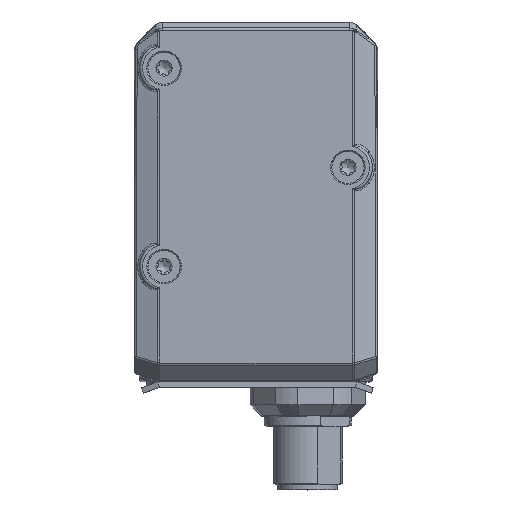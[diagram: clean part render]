
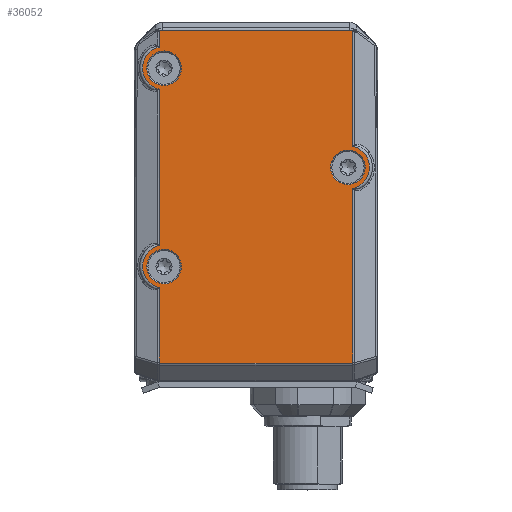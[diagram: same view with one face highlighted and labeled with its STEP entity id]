
A CAD part, top view. The second image highlights one B-rep face of the part: STEP entity #36052.
In plain terms, the highlighted planar face has unit normal (0, 0, 1).
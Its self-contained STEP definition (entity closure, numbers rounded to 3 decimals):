
#712=ELLIPSE('',#38456,1.732,1.5);
#713=ELLIPSE('',#38460,1.732,1.5);
#723=ELLIPSE('',#38496,0.707,0.5);
#724=ELLIPSE('',#38500,0.707,0.5);
#2406=FACE_BOUND('',#6513,.T.);
#2407=FACE_BOUND('',#6514,.T.);
#2408=FACE_BOUND('',#6515,.T.);
#4485=FACE_OUTER_BOUND('',#6512,.T.);
#6512=EDGE_LOOP('',(#30412,#30413,#30414,#30415,#30416,#30417,#30418,#30419,
#30420,#30421,#30422,#30423,#30424,#30425));
#6513=EDGE_LOOP('',(#30426));
#6514=EDGE_LOOP('',(#30427));
#6515=EDGE_LOOP('',(#30428));
#9149=LINE('',#64635,#11695);
#9152=LINE('',#64660,#11698);
#9154=LINE('',#64677,#11700);
#9184=LINE('',#65239,#11730);
#9193=LINE('',#65378,#11739);
#9195=LINE('',#65403,#11741);
#9198=LINE('',#65522,#11744);
#11695=VECTOR('',#45275,10.);
#11698=VECTOR('',#45280,10.);
#11700=VECTOR('',#45284,10.);
#11730=VECTOR('',#45534,10.);
#11739=VECTOR('',#45577,10.);
#11741=VECTOR('',#45585,10.);
#11744=VECTOR('',#45628,10.);
#12686=CIRCLE('',#38283,3.);
#12687=CIRCLE('',#38285,3.);
#12688=CIRCLE('',#38287,3.);
#12792=CIRCLE('',#38530,3.75);
#12793=CIRCLE('',#38531,3.75);
#12794=CIRCLE('',#38532,3.75);
#15746=VERTEX_POINT('',#64399);
#15747=VERTEX_POINT('',#64403);
#15748=VERTEX_POINT('',#64407);
#15824=VERTEX_POINT('',#64626);
#15826=VERTEX_POINT('',#64634);
#15829=VERTEX_POINT('',#64644);
#15831=VERTEX_POINT('',#64653);
#15833=VERTEX_POINT('',#64663);
#15835=VERTEX_POINT('',#64672);
#15915=VERTEX_POINT('',#65234);
#15916=VERTEX_POINT('',#65238);
#15929=VERTEX_POINT('',#65370);
#15930=VERTEX_POINT('',#65377);
#15933=VERTEX_POINT('',#65387);
#15936=VERTEX_POINT('',#65398);
#15942=VERTEX_POINT('',#65517);
#15943=VERTEX_POINT('',#65521);
#20551=EDGE_CURVE('',#15746,#15746,#12686,.T.);
#20553=EDGE_CURVE('',#15747,#15747,#12687,.T.);
#20555=EDGE_CURVE('',#15748,#15748,#12688,.T.);
#20663=EDGE_CURVE('',#15824,#15826,#9149,.T.);
#20669=EDGE_CURVE('',#15831,#15829,#9152,.T.);
#20673=EDGE_CURVE('',#15835,#15833,#9154,.T.);
#20806=EDGE_CURVE('',#15826,#15915,#712,.T.);
#20808=EDGE_CURVE('',#15915,#15916,#9184,.T.);
#20810=EDGE_CURVE('',#15916,#15835,#713,.T.);
#20832=EDGE_CURVE('',#15929,#15930,#9193,.T.);
#20839=EDGE_CURVE('',#15936,#15933,#9195,.T.);
#20858=EDGE_CURVE('',#15930,#15942,#723,.T.);
#20860=EDGE_CURVE('',#15942,#15943,#9198,.T.);
#20862=EDGE_CURVE('',#15943,#15936,#724,.T.);
#20892=EDGE_CURVE('',#15829,#15824,#12792,.T.);
#20893=EDGE_CURVE('',#15933,#15831,#12793,.T.);
#20894=EDGE_CURVE('',#15833,#15929,#12794,.T.);
#30412=ORIENTED_EDGE('',*,*,#20663,.F.);
#30413=ORIENTED_EDGE('',*,*,#20892,.F.);
#30414=ORIENTED_EDGE('',*,*,#20669,.F.);
#30415=ORIENTED_EDGE('',*,*,#20893,.F.);
#30416=ORIENTED_EDGE('',*,*,#20839,.F.);
#30417=ORIENTED_EDGE('',*,*,#20862,.F.);
#30418=ORIENTED_EDGE('',*,*,#20860,.F.);
#30419=ORIENTED_EDGE('',*,*,#20858,.F.);
#30420=ORIENTED_EDGE('',*,*,#20832,.F.);
#30421=ORIENTED_EDGE('',*,*,#20894,.F.);
#30422=ORIENTED_EDGE('',*,*,#20673,.F.);
#30423=ORIENTED_EDGE('',*,*,#20810,.F.);
#30424=ORIENTED_EDGE('',*,*,#20808,.F.);
#30425=ORIENTED_EDGE('',*,*,#20806,.F.);
#30426=ORIENTED_EDGE('',*,*,#20551,.T.);
#30427=ORIENTED_EDGE('',*,*,#20555,.T.);
#30428=ORIENTED_EDGE('',*,*,#20553,.T.);
#32606=PLANE('',#38529);
#36052=ADVANCED_FACE('',(#4485,#2406,#2407,#2408),#32606,.T.);
#38283=AXIS2_PLACEMENT_3D('',#64400,#45068,#45069);
#38285=AXIS2_PLACEMENT_3D('',#64404,#45073,#45074);
#38287=AXIS2_PLACEMENT_3D('',#64408,#45078,#45079);
#38456=AXIS2_PLACEMENT_3D('',#65235,#45528,#45529);
#38460=AXIS2_PLACEMENT_3D('',#65261,#45537,#45538);
#38496=AXIS2_PLACEMENT_3D('',#65518,#45622,#45623);
#38500=AXIS2_PLACEMENT_3D('',#65540,#45631,#45632);
#38529=AXIS2_PLACEMENT_3D('',#65716,#45697,#45698);
#38530=AXIS2_PLACEMENT_3D('',#65717,#45699,#45700);
#38531=AXIS2_PLACEMENT_3D('',#65718,#45701,#45702);
#38532=AXIS2_PLACEMENT_3D('',#65719,#45703,#45704);
#45068=DIRECTION('center_axis',(0.,0.,
-1.));
#45069=DIRECTION('ref_axis',(0.,1.,0.));
#45073=DIRECTION('center_axis',(0.,0.,
-1.));
#45074=DIRECTION('ref_axis',(0.,1.,0.));
#45078=DIRECTION('center_axis',(0.,0.,
-1.));
#45079=DIRECTION('ref_axis',(0.,1.,0.));
#45275=DIRECTION('',(0.,1.,0.));
#45280=DIRECTION('',(0.,1.,0.));
#45284=DIRECTION('',(0.,-1.,0.));
#45528=DIRECTION('center_axis',(0.,0.,
-1.));
#45529=DIRECTION('ref_axis',(0.,1.,0.));
#45534=DIRECTION('',(1.,0.,0.));
#45537=DIRECTION('center_axis',(0.,0.,
-1.));
#45538=DIRECTION('ref_axis',(0.,1.,0.));
#45577=DIRECTION('',(0.,-1.,0.));
#45585=DIRECTION('',(0.,1.,0.));
#45622=DIRECTION('center_axis',(0.,0.,
-1.));
#45623=DIRECTION('ref_axis',(0.,-1.,0.));
#45628=DIRECTION('',(-1.,0.,0.));
#45631=DIRECTION('center_axis',(0.,0.,
-1.));
#45632=DIRECTION('ref_axis',(0.,-1.,0.));
#45697=DIRECTION('center_axis',(0.,0.,
1.));
#45698=DIRECTION('ref_axis',(-1.,0.,0.));
#45699=DIRECTION('center_axis',(0.,0.,
-1.));
#45700=DIRECTION('ref_axis',(-1.,0.,0.));
#45701=DIRECTION('center_axis',(0.,0.,
-1.));
#45702=DIRECTION('ref_axis',(-1.,0.,0.));
#45703=DIRECTION('center_axis',(0.,0.,
-1.));
#45704=DIRECTION('ref_axis',(1.,0.,0.));
#64399=CARTESIAN_POINT('',(-16.,10.,89.));
#64400=CARTESIAN_POINT('Origin',(-16.,13.,89.));
#64403=CARTESIAN_POINT('',(16.,-7.25,89.));
#64404=CARTESIAN_POINT('Origin',(16.,-4.25,89.));
#64407=CARTESIAN_POINT('',(-16.,-24.5,89.));
#64408=CARTESIAN_POINT('Origin',(-16.,-21.5,89.));
#64626=CARTESIAN_POINT('',(-16.824,16.658,89.));
#64634=CARTESIAN_POINT('',(-16.824,19.448,89.));
#64635=CARTESIAN_POINT('',(-16.824,-8.958,89.));
#64644=CARTESIAN_POINT('',(-16.824,9.342,89.));
#64653=CARTESIAN_POINT('',(-16.824,-17.842,89.));
#64660=CARTESIAN_POINT('',(-16.824,-8.958,89.));
#64663=CARTESIAN_POINT('',(16.824,-0.592,89.));
#64672=CARTESIAN_POINT('',(16.824,19.448,89.));
#64677=CARTESIAN_POINT('',(16.824,-8.958,89.));
#65234=CARTESIAN_POINT('',(-16.3,19.557,89.));
#65235=CARTESIAN_POINT('Origin',(-16.3,17.825,89.));
#65238=CARTESIAN_POINT('',(16.3,19.557,89.));
#65239=CARTESIAN_POINT('',(2.5,19.557,89.));
#65261=CARTESIAN_POINT('Origin',(16.3,17.825,89.));
#65370=CARTESIAN_POINT('',(16.824,-7.908,89.));
#65377=CARTESIAN_POINT('',(16.824,-38.29,89.));
#65378=CARTESIAN_POINT('',(16.824,-8.958,89.));
#65387=CARTESIAN_POINT('',(-16.824,-25.158,89.));
#65398=CARTESIAN_POINT('',(-16.824,-38.29,89.));
#65403=CARTESIAN_POINT('',(-16.824,-8.958,89.));
#65517=CARTESIAN_POINT('',(16.778,-38.293,89.));
#65518=CARTESIAN_POINT('Origin',(16.778,-37.586,89.));
#65521=CARTESIAN_POINT('',(-16.778,-38.293,89.));
#65522=CARTESIAN_POINT('',(2.5,-38.293,89.));
#65540=CARTESIAN_POINT('Origin',(-16.778,-37.586,89.));
#65716=CARTESIAN_POINT('Origin',(-16.,13.,89.));
#65717=CARTESIAN_POINT('Origin',(-16.,13.,89.));
#65718=CARTESIAN_POINT('Origin',(-16.,-21.5,89.));
#65719=CARTESIAN_POINT('Origin',(16.,-4.25,89.));
